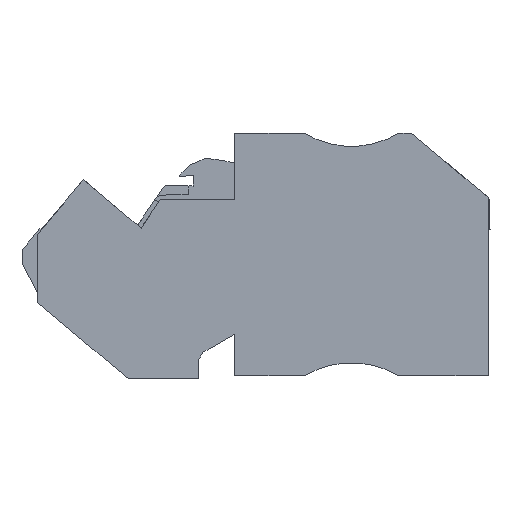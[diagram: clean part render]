
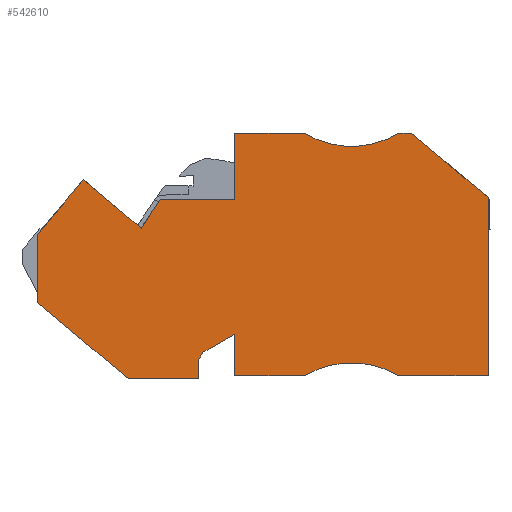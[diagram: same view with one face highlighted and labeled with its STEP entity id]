
A CAD part, left-side view. The second image highlights one B-rep face of the part: STEP entity #542610.
In plain terms, the highlighted face is planar.
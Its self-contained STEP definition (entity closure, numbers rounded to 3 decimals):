
#1860=CARTESIAN_POINT('',(456.412,690.234,
65.62));
#1870=VERTEX_POINT('',#1860);
#1900=CARTESIAN_POINT('',(456.354,690.32,
65.62));
#1910=DIRECTION('',(0.559,-0.829,
0.));
#1920=VECTOR('',#1910,1.);
#1930=LINE('',#1900,#1920);
#1940=CARTESIAN_POINT('',(458.498,687.141,
65.62));
#1950=VERTEX_POINT('',#1940);
#1960=EDGE_CURVE('',#1870,#1950,#1930,.T.);
#10880=CARTESIAN_POINT('',(430.261,670.934,
65.62));
#10890=VERTEX_POINT('',#10880);
#10920=CARTESIAN_POINT('',(437.769,670.934,
65.62));
#10930=DIRECTION('',(1.,0.,0.));
#10940=VECTOR('',#10930,1.);
#10950=LINE('',#10920,#10940);
#10960=CARTESIAN_POINT('',(420.453,670.934,
65.62));
#10970=VERTEX_POINT('',#10960);
#10980=EDGE_CURVE('',#10970,#10890,#10950,.T.);
#12080=CARTESIAN_POINT('',(405.269,697.534,
65.62));
#12090=DIRECTION('',(-1.,0.,0.));
#12100=VECTOR('',#12090,1.);
#12110=LINE('',#12080,#12100);
#12120=CARTESIAN_POINT('',(430.261,697.534,
65.62));
#12130=VERTEX_POINT('',#12120);
#12140=CARTESIAN_POINT('',(428.853,697.534,
65.62));
#12150=VERTEX_POINT('',#12140);
#12160=EDGE_CURVE('',#12130,#12150,#12110,.T.);
#121320=CARTESIAN_POINT('',(469.853,703.819,
65.62));
#121330=DIRECTION('',(0.,1.,0.));
#121340=VECTOR('',#121330,1.);
#121350=LINE('',#121320,#121340);
#121360=CARTESIAN_POINT('',(469.853,678.981,
65.62));
#121370=VERTEX_POINT('',#121360);
#121380=CARTESIAN_POINT('',(469.853,686.448,
65.62));
#121390=VERTEX_POINT('',#121380);
#121400=EDGE_CURVE('',#121370,#121390,#121350,.T.);
#152480=CARTESIAN_POINT('',(452.153,686.119,
65.62));
#152490=DIRECTION('',(0.,-1.,0.));
#152500=VECTOR('',#152490,1.);
#152510=LINE('',#152480,#152500);
#152520=CARTESIAN_POINT('',(452.153,672.756,
65.62));
#152530=VERTEX_POINT('',#152520);
#152540=CARTESIAN_POINT('',(452.153,670.634,
65.62));
#152550=VERTEX_POINT('',#152540);
#152560=EDGE_CURVE('',#152530,#152550,#152510,.T.);
#270900=CARTESIAN_POINT('',(448.253,697.534,
65.62));
#270910=VERTEX_POINT('',#270900);
#270940=CARTESIAN_POINT('',(448.253,682.219,
65.62));
#270950=DIRECTION('',(0.,1.,0.));
#270960=VECTOR('',#270950,1.);
#270970=LINE('',#270940,#270960);
#270980=CARTESIAN_POINT('',(448.253,690.234,
65.62));
#270990=VERTEX_POINT('',#270980);
#271000=EDGE_CURVE('',#270990,#270910,#270970,.T.);
#275340=CARTESIAN_POINT('',(431.869,670.934,
65.62));
#275350=DIRECTION('',(-1.,0.,0.));
#275360=VECTOR('',#275350,1.);
#275370=LINE('',#275340,#275360);
#275380=CARTESIAN_POINT('',(448.253,670.934,
65.62));
#275390=VERTEX_POINT('',#275380);
#275400=CARTESIAN_POINT('',(440.591,670.934,
65.62));
#275410=VERTEX_POINT('',#275400);
#275420=EDGE_CURVE('',#275390,#275410,#275370,.T.);
#329130=CARTESIAN_POINT('',(435.426,706.097,
65.62));
#329140=DIRECTION('',(0.,0.,1.));
#329150=DIRECTION('',(-0.707,0.707,
0.));
#329160=AXIS2_PLACEMENT_3D('',#329130,#329140,#329150);
#329170=CIRCLE('',#329160,10.);
#329180=CARTESIAN_POINT('',(440.591,697.534,
65.62));
#329190=VERTEX_POINT('',#329180);
#329200=EDGE_CURVE('',#12130,#329190,#329170,.T.);
#344630=CARTESIAN_POINT('',(420.453,686.45,
65.62));
#344640=DIRECTION('',(0.,-1.,0.));
#344650=VECTOR('',#344640,1.);
#344660=LINE('',#344630,#344650);
#344670=CARTESIAN_POINT('',(420.453,690.486,
65.62));
#344680=VERTEX_POINT('',#344670);
#344690=EDGE_CURVE('',#344680,#10970,#344660,.T.);
#387580=CARTESIAN_POINT('',(412.569,690.234,
65.62));
#387590=DIRECTION('',(1.,0.,0.));
#387600=VECTOR('',#387590,1.);
#387610=LINE('',#387580,#387600);
#387620=EDGE_CURVE('',#270990,#1870,#387610,.T.);
#409520=CARTESIAN_POINT('',(416.029,686.774,
65.62));
#409530=DIRECTION('',(-0.766,-0.643,
0.));
#409540=VECTOR('',#409530,1.);
#409550=LINE('',#409520,#409540);
#409560=EDGE_CURVE('',#12150,#344680,#409550,.T.);
#413400=CARTESIAN_POINT('',(435.426,662.371,
65.62));
#413410=DIRECTION('',(0.,0.,1.));
#413420=DIRECTION('',(-0.707,0.707,
0.));
#413430=AXIS2_PLACEMENT_3D('',#413400,#413410,#413420);
#413440=CIRCLE('',#413430,10.);
#413450=EDGE_CURVE('',#275410,#10890,#413440,.T.);
#465630=CARTESIAN_POINT('',(448.253,675.508,
65.62));
#465640=VERTEX_POINT('',#465630);
#465690=EDGE_CURVE('',#275390,#465640,#270970,.T.);
#490110=CARTESIAN_POINT('',(405.269,697.534,
65.62));
#490120=DIRECTION('',(1.,0.,0.));
#490130=VECTOR('',#490120,1.);
#490140=LINE('',#490110,#490130);
#490150=EDGE_CURVE('',#329190,#270910,#490140,.T.);
#509180=CARTESIAN_POINT('',(443.999,677.964,
65.62));
#509190=DIRECTION('',(0.866,-0.5,
0.));
#509200=VECTOR('',#509190,1.);
#509210=LINE('',#509180,#509200);
#509220=CARTESIAN_POINT('',(451.72,673.506,
65.62));
#509230=VERTEX_POINT('',#509220);
#509240=EDGE_CURVE('',#465640,#509230,#509210,.T.);
#511470=CARTESIAN_POINT('',(464.82,692.446,
65.62));
#511480=VERTEX_POINT('',#511470);
#511510=CARTESIAN_POINT('',(461.928,695.893,
65.62));
#511520=DIRECTION('',(-0.643,0.766,
0.));
#511530=VECTOR('',#511520,1.);
#511540=LINE('',#511510,#511530);
#511550=EDGE_CURVE('',#121390,#511480,#511540,.T.);
#513300=CARTESIAN_POINT('',(444.824,657.979,
65.62));
#513310=DIRECTION('',(-0.766,-0.643,
0.));
#513320=VECTOR('',#513310,1.);
#513330=LINE('',#513300,#513320);
#513340=CARTESIAN_POINT('',(459.906,670.634,
65.62));
#513350=VERTEX_POINT('',#513340);
#513360=EDGE_CURVE('',#121370,#513350,#513330,.T.);
#517680=CARTESIAN_POINT('',(432.169,670.634,
65.62));
#517690=DIRECTION('',(1.,0.,0.));
#517700=VECTOR('',#517690,1.);
#517710=LINE('',#517680,#517700);
#517720=EDGE_CURVE('',#152550,#513350,#517710,.T.);
#542240=CARTESIAN_POINT('',(434.419,672.484,
65.62));
#542250=DIRECTION('',(0.,0.,1.));
#542260=DIRECTION('',(0.707,-0.707,
0.));
#542270=AXIS2_PLACEMENT_3D('',#542240,#542250,#542260);
#542280=PLANE('',#542270);
#542290=ORIENTED_EDGE('',*,*,#511550,.F.);
#542300=CARTESIAN_POINT('',(435.206,667.597,
65.62));
#542310=DIRECTION('',(0.766,0.643,
0.));
#542320=VECTOR('',#542310,1.);
#542330=LINE('',#542300,#542320);
#542340=EDGE_CURVE('',#1950,#511480,#542330,.T.);
#542350=ORIENTED_EDGE('',*,*,#542340,.T.);
#542360=ORIENTED_EDGE('',*,*,#1960,.T.);
#542370=ORIENTED_EDGE('',*,*,#387620,.T.);
#542380=ORIENTED_EDGE('',*,*,#271000,.F.);
#542390=ORIENTED_EDGE('',*,*,#490150,.T.);
#542400=ORIENTED_EDGE('',*,*,#329200,.T.);
#542410=ORIENTED_EDGE('',*,*,#12160,.F.);
#542420=ORIENTED_EDGE('',*,*,#409560,.F.);
#542430=ORIENTED_EDGE('',*,*,#344690,.F.);
#542440=ORIENTED_EDGE('',*,*,#10980,.F.);
#542450=ORIENTED_EDGE('',*,*,#413450,.T.);
#542460=ORIENTED_EDGE('',*,*,#275420,.T.);
#542470=ORIENTED_EDGE('',*,*,#465690,.F.);
#542480=ORIENTED_EDGE('',*,*,#509240,.F.);
#542490=CARTESIAN_POINT('',(447.262,681.228,
65.62));
#542500=DIRECTION('',(0.5,-0.866,
0.));
#542510=VECTOR('',#542500,1.);
#542520=LINE('',#542490,#542510);
#542530=EDGE_CURVE('',#509230,#152530,#542520,.T.);
#542540=ORIENTED_EDGE('',*,*,#542530,.F.);
#542550=ORIENTED_EDGE('',*,*,#152560,.F.);
#542560=ORIENTED_EDGE('',*,*,#517720,.F.);
#542570=ORIENTED_EDGE('',*,*,#513360,.T.);
#542580=ORIENTED_EDGE('',*,*,#121400,.F.);
#542590=EDGE_LOOP('',(#542580,#542570,#542560,#542550,#542540,#542480,
#542470,#542460,#542450,#542440,#542430,#542420,#542410,#542400,#542390,
#542380,#542370,#542360,#542350,#542290));
#542600=FACE_OUTER_BOUND('',#542590,.T.);
#542610=ADVANCED_FACE('',(#542600),#542280,.F.);
